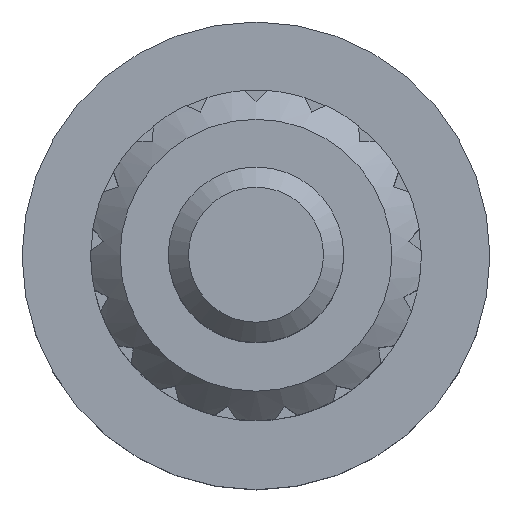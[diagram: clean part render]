
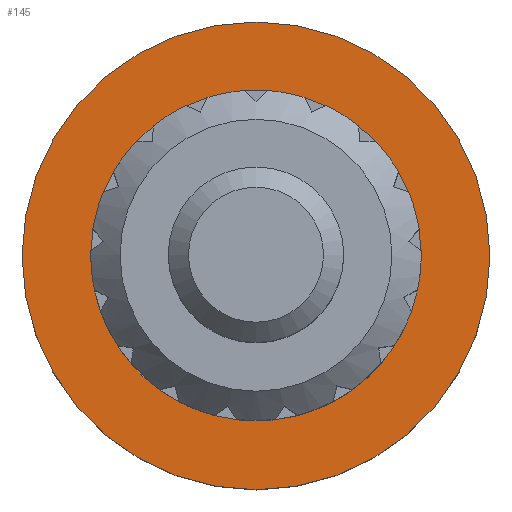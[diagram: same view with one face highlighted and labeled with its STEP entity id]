
A CAD part, top view. The second image highlights one B-rep face of the part: STEP entity #145.
In plain terms, the highlighted planar face has unit normal (0, 0, 1).
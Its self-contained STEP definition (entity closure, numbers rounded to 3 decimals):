
#145 = ADVANCED_FACE( '', ( #339, #340 ), #341, .F. );
#339 = FACE_BOUND( '', #584, .T. );
#340 = FACE_OUTER_BOUND( '', #585, .T. );
#341 = PLANE( '', #586 );
#584 = EDGE_LOOP( '', ( #958 ) );
#585 = EDGE_LOOP( '', ( #959 ) );
#586 = AXIS2_PLACEMENT_3D( '', #960, #961, #962 );
#958 = ORIENTED_EDGE( '', *, *, #1519, .T. );
#959 = ORIENTED_EDGE( '', *, *, #1533, .F. );
#960 = CARTESIAN_POINT( '', ( 0., 0., 2. ) );
#961 = DIRECTION( '', ( 0., 0., -1. ) );
#962 = DIRECTION( '', ( -1., 0., 0. ) );
#1519 = EDGE_CURVE( '', #1839, #1839, #1840, .T. );
#1533 = EDGE_CURVE( '', #1859, #1859, #1860, .T. );
#1839 = VERTEX_POINT( '', #2399 );
#1840 = CIRCLE( '', #2400, 2.824 );
#1859 = VERTEX_POINT( '', #2427 );
#1860 = CIRCLE( '', #2428, 4. );
#2399 = CARTESIAN_POINT( '', ( 2.824, 0., 2. ) );
#2400 = AXIS2_PLACEMENT_3D( '', #2772, #2773, #2774 );
#2427 = CARTESIAN_POINT( '', ( 4., 0., 2. ) );
#2428 = AXIS2_PLACEMENT_3D( '', #2786, #2787, #2788 );
#2772 = CARTESIAN_POINT( '', ( 0., 0., 2. ) );
#2773 = DIRECTION( '', ( 0., 0., -1. ) );
#2774 = DIRECTION( '', ( 1., 0., 0. ) );
#2786 = CARTESIAN_POINT( '', ( 0., 0., 2. ) );
#2787 = DIRECTION( '', ( 0., 0., -1. ) );
#2788 = DIRECTION( '', ( 1., 0., 0. ) );
